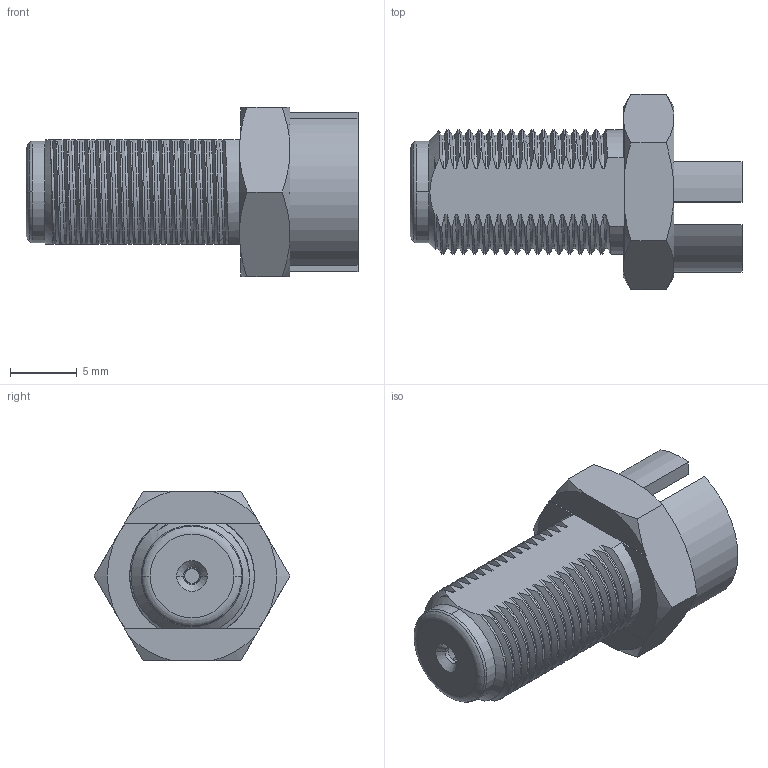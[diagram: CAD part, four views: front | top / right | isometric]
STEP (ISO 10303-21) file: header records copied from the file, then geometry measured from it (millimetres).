
FILE_DESCRIPTION((''),'2;1');
FILE_NAME('F625100-008-TTT-75_SW0001','2020-01-14T',('Viji'),(''),'CREO PARAMETRIC BY PTC INC, 2018360','CREO PARAMETRIC BY PTC INC, 2018360','');
FILE_SCHEMA(('CONFIG_CONTROL_DESIGN'));
Length unit declared in the file: inch
Products named in the file (1): F625100-008-TTT-75_SW0001
Bounding box: 24.89 x 14.66 x 12.7 mm (x, y, z)
Volume: 1504.7 mm3; surface area: 1318 mm2
Topology: 1 solids, 1 shells, 242 faces, 663 edges, 430 vertices
Faces by surface type: bspline 113, cylinder 57, plane 35, cone 33, torus 4
Entity records: 12769 total; most frequent: CARTESIAN_POINT 7507, ORIENTED_EDGE 1326, DIRECTION 687, EDGE_CURVE 663, VERTEX_POINT 430, B_SPLINE_CURVE_WITH_KNOTS 329, EDGE_LOOP 249, FACE_OUTER_BOUND 242
